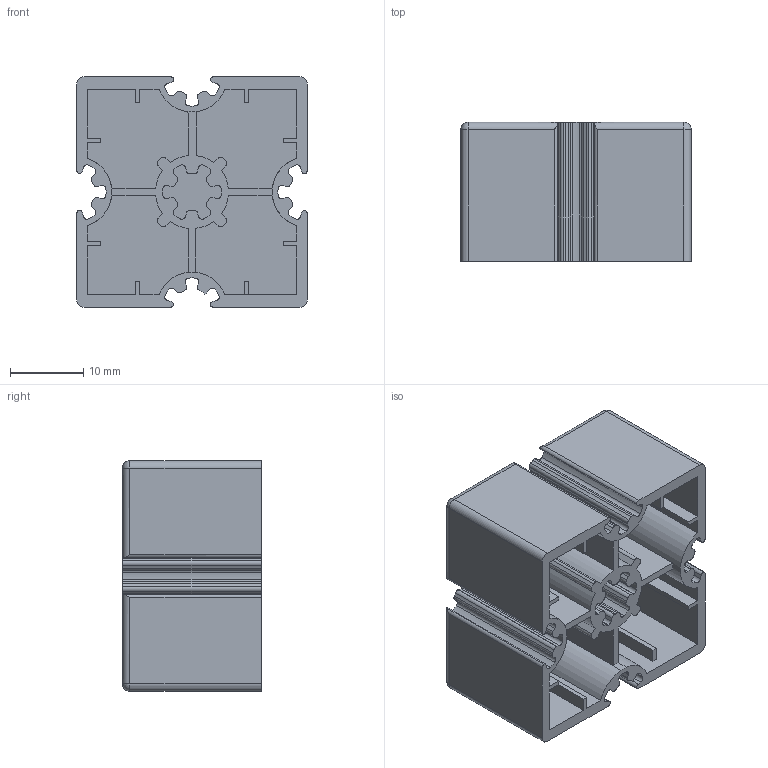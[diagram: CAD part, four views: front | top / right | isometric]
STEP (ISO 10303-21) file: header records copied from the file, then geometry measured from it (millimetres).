
FILE_DESCRIPTION (( 'STEP AP214' ), '1' );
FILE_NAME ('lego_part_allneg_withouttop.STEP', '2024-03-07T08:43:47', ( '' ), ( '' ), 'SwSTEP 2.0', 'SolidWorks 2023', '' );
FILE_SCHEMA (( 'AUTOMOTIVE_DESIGN' ));
Length unit declared in the file: millimetre
Products named in the file (1): lego_part_allneg_withouttop
Bounding box: 31.5 x 19 x 31.5 mm (x, y, z)
Volume: 6565.2 mm3; surface area: 9509.4 mm2
Topology: 1 solids, 1 shells, 421 faces, 1203 edges, 794 vertices
Faces by surface type: plane 202, cylinder 171, bspline 44, sphere 4
Entity records: 15546 total; most frequent: CARTESIAN_POINT 4611, ORIENTED_EDGE 2398, DIRECTION 2157, EDGE_CURVE 1199, VERTEX_POINT 794, LINE 757, VECTOR 757, AXIS2_PLACEMENT_3D 700
